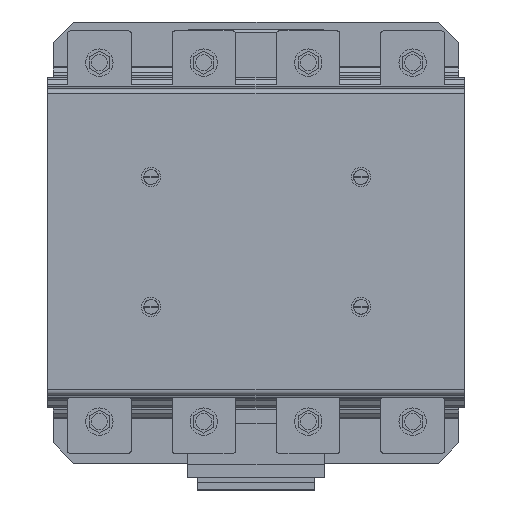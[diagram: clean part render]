
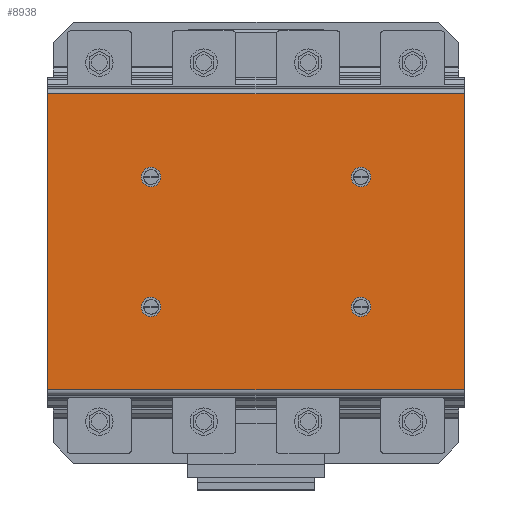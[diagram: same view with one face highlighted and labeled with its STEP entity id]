
A CAD part, top view. The second image highlights one B-rep face of the part: STEP entity #8938.
In plain terms, the highlighted planar face has unit normal (0, 0, 1).
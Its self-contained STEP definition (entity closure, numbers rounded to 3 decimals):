
#7347=CARTESIAN_POINT('',(58.137,41.091,287.283));
#7348=VERTEX_POINT('',#7347);
#7357=CARTESIAN_POINT('',(63.488,34.392,287.283));
#7358=VERTEX_POINT('',#7357);
#7359=CARTESIAN_POINT('',(64.162,40.418,287.283));
#7360=DIRECTION('',(0.0,0.0,-1.0));
#7361=DIRECTION('',(-0.994,0.111,0.0));
#7362=AXIS2_PLACEMENT_3D('',#7359,#7360,#7361);
#7363=CIRCLE('',#7362,6.063);
#7364=EDGE_CURVE('',#7358,#7348,#7363,.T.);
#7366=CARTESIAN_POINT('',(70.187,39.744,287.283));
#7367=VERTEX_POINT('',#7366);
#7368=CARTESIAN_POINT('',(64.162,40.418,287.283));
#7369=DIRECTION('',(0.0,0.0,-1.0));
#7370=DIRECTION('',(-0.994,0.111,0.0));
#7371=AXIS2_PLACEMENT_3D('',#7368,#7369,#7370);
#7372=CIRCLE('',#7371,6.063);
#7373=EDGE_CURVE('',#7367,#7358,#7372,.T.);
#7483=CARTESIAN_POINT('',(200.864,39.744,287.283));
#7484=VERTEX_POINT('',#7483);
#7493=CARTESIAN_POINT('',(195.512,46.443,287.283));
#7494=VERTEX_POINT('',#7493);
#7495=CARTESIAN_POINT('',(194.839,40.418,287.283));
#7496=DIRECTION('',(0.0,0.0,-1.0));
#7497=DIRECTION('',(0.994,-0.111,0.0));
#7498=AXIS2_PLACEMENT_3D('',#7495,#7496,#7497);
#7499=CIRCLE('',#7498,6.063);
#7500=EDGE_CURVE('',#7494,#7484,#7499,.T.);
#7502=CARTESIAN_POINT('',(188.814,41.091,287.283));
#7503=VERTEX_POINT('',#7502);
#7504=CARTESIAN_POINT('',(194.839,40.418,287.283));
#7505=DIRECTION('',(0.0,0.0,-1.0));
#7506=DIRECTION('',(0.994,-0.111,0.0));
#7507=AXIS2_PLACEMENT_3D('',#7504,#7505,#7506);
#7508=CIRCLE('',#7507,6.063);
#7509=EDGE_CURVE('',#7503,#7494,#7508,.T.);
#7628=CARTESIAN_POINT('',(188.814,-39.742,287.283));
#7629=VERTEX_POINT('',#7628);
#7638=CARTESIAN_POINT('',(194.165,-46.441,287.283));
#7639=VERTEX_POINT('',#7638);
#7640=CARTESIAN_POINT('',(194.839,-40.416,287.283));
#7641=DIRECTION('',(0.0,0.0,-1.0));
#7642=DIRECTION('',(-0.994,0.111,0.0));
#7643=AXIS2_PLACEMENT_3D('',#7640,#7641,#7642);
#7644=CIRCLE('',#7643,6.063);
#7645=EDGE_CURVE('',#7639,#7629,#7644,.T.);
#7647=CARTESIAN_POINT('',(200.864,-41.09,287.283));
#7648=VERTEX_POINT('',#7647);
#7649=CARTESIAN_POINT('',(194.839,-40.416,287.283));
#7650=DIRECTION('',(0.0,0.0,-1.0));
#7651=DIRECTION('',(-0.994,0.111,0.0));
#7652=AXIS2_PLACEMENT_3D('',#7649,#7650,#7651);
#7653=CIRCLE('',#7652,6.063);
#7654=EDGE_CURVE('',#7648,#7639,#7653,.T.);
#7773=CARTESIAN_POINT('',(58.137,-39.742,287.283));
#7774=VERTEX_POINT('',#7773);
#7783=CARTESIAN_POINT('',(63.488,-46.441,287.283));
#7784=VERTEX_POINT('',#7783);
#7785=CARTESIAN_POINT('',(64.162,-40.416,287.283));
#7786=DIRECTION('',(0.0,0.0,-1.0));
#7787=DIRECTION('',(-0.994,0.111,0.0));
#7788=AXIS2_PLACEMENT_3D('',#7785,#7786,#7787);
#7789=CIRCLE('',#7788,6.063);
#7790=EDGE_CURVE('',#7784,#7774,#7789,.T.);
#7792=CARTESIAN_POINT('',(70.187,-41.09,287.283));
#7793=VERTEX_POINT('',#7792);
#7794=CARTESIAN_POINT('',(64.162,-40.416,287.283));
#7795=DIRECTION('',(0.0,0.0,-1.0));
#7796=DIRECTION('',(-0.994,0.111,0.0));
#7797=AXIS2_PLACEMENT_3D('',#7794,#7795,#7796);
#7798=CIRCLE('',#7797,6.063);
#7799=EDGE_CURVE('',#7793,#7784,#7798,.T.);
#7842=CARTESIAN_POINT('',(64.162,-40.416,287.283));
#7843=DIRECTION('',(0.0,0.0,-1.0));
#7844=DIRECTION('',(-0.994,0.111,0.0));
#7845=AXIS2_PLACEMENT_3D('',#7842,#7843,#7844);
#7846=CIRCLE('',#7845,6.063);
#7847=EDGE_CURVE('',#7774,#7793,#7846,.T.);
#8018=CARTESIAN_POINT('',(194.839,-40.416,287.283));
#8019=DIRECTION('',(0.0,0.0,-1.0));
#8020=DIRECTION('',(-0.994,0.111,0.0));
#8021=AXIS2_PLACEMENT_3D('',#8018,#8019,#8020);
#8022=CIRCLE('',#8021,6.063);
#8023=EDGE_CURVE('',#7629,#7648,#8022,.T.);
#8194=CARTESIAN_POINT('',(194.839,40.418,287.283));
#8195=DIRECTION('',(0.0,0.0,-1.0));
#8196=DIRECTION('',(0.994,-0.111,0.0));
#8197=AXIS2_PLACEMENT_3D('',#8194,#8195,#8196);
#8198=CIRCLE('',#8197,6.063);
#8199=EDGE_CURVE('',#7484,#7503,#8198,.T.);
#8379=CARTESIAN_POINT('',(64.162,40.418,287.283));
#8380=DIRECTION('',(0.0,0.0,-1.0));
#8381=DIRECTION('',(-0.994,0.111,0.0));
#8382=AXIS2_PLACEMENT_3D('',#8379,#8380,#8381);
#8383=CIRCLE('',#8382,6.063);
#8384=EDGE_CURVE('',#7348,#7367,#8383,.T.);
#8546=CARTESIAN_POINT('',(259.,92.115,287.283));
#8547=VERTEX_POINT('',#8546);
#8548=CARTESIAN_POINT('',(259.,-92.114,287.283));
#8549=VERTEX_POINT('',#8548);
#8550=CARTESIAN_POINT('',(259.,92.115,287.283));
#8551=DIRECTION('',(0.0,-1.0,0.0));
#8552=VECTOR('',#8551,184.229);
#8553=LINE('',#8550,#8552);
#8554=EDGE_CURVE('',#8547,#8549,#8553,.T.);
#8875=CARTESIAN_POINT('',(0.0,-92.114,287.283));
#8876=VERTEX_POINT('',#8875);
#8877=CARTESIAN_POINT('',(259.,-92.114,287.283));
#8878=DIRECTION('',(-1.0,0.0,0.0));
#8879=VECTOR('',#8878,259.);
#8880=LINE('',#8877,#8879);
#8881=EDGE_CURVE('',#8549,#8876,#8880,.T.);
#8895=CARTESIAN_POINT('',(242.5,92.115,287.283));
#8896=DIRECTION('',(0.0,0.0,1.0));
#8897=DIRECTION('',(1.0,0.0,0.0));
#8898=AXIS2_PLACEMENT_3D('',#8895,#8896,#8897);
#8899=PLANE('',#8898);
#8900=CARTESIAN_POINT('',(0.0,92.115,287.283));
#8901=VERTEX_POINT('',#8900);
#8902=CARTESIAN_POINT('',(259.,92.115,287.283));
#8903=DIRECTION('',(-1.0,0.0,0.0));
#8904=VECTOR('',#8903,259.);
#8905=LINE('',#8902,#8904);
#8906=EDGE_CURVE('',#8547,#8901,#8905,.T.);
#8907=ORIENTED_EDGE('',*,*,#8906,.T.);
#8908=CARTESIAN_POINT('',(0.0,92.115,287.283));
#8909=DIRECTION('',(0.0,-1.0,0.0));
#8910=VECTOR('',#8909,184.229);
#8911=LINE('',#8908,#8910);
#8912=EDGE_CURVE('',#8901,#8876,#8911,.T.);
#8913=ORIENTED_EDGE('',*,*,#8912,.T.);
#8914=ORIENTED_EDGE('',*,*,#8881,.F.);
#8915=ORIENTED_EDGE('',*,*,#8554,.F.);
#8916=EDGE_LOOP('',(#8907,#8913,#8914,#8915));
#8917=FACE_OUTER_BOUND('',#8916,.T.);
#8918=ORIENTED_EDGE('',*,*,#7790,.T.);
#8919=ORIENTED_EDGE('',*,*,#7847,.T.);
#8920=ORIENTED_EDGE('',*,*,#7799,.T.);
#8921=EDGE_LOOP('',(#8918,#8919,#8920));
#8922=FACE_BOUND('',#8921,.T.);
#8923=ORIENTED_EDGE('',*,*,#7645,.T.);
#8924=ORIENTED_EDGE('',*,*,#8023,.T.);
#8925=ORIENTED_EDGE('',*,*,#7654,.T.);
#8926=EDGE_LOOP('',(#8923,#8924,#8925));
#8927=FACE_BOUND('',#8926,.T.);
#8928=ORIENTED_EDGE('',*,*,#7500,.T.);
#8929=ORIENTED_EDGE('',*,*,#8199,.T.);
#8930=ORIENTED_EDGE('',*,*,#7509,.T.);
#8931=EDGE_LOOP('',(#8928,#8929,#8930));
#8932=FACE_BOUND('',#8931,.T.);
#8933=ORIENTED_EDGE('',*,*,#7364,.T.);
#8934=ORIENTED_EDGE('',*,*,#8384,.T.);
#8935=ORIENTED_EDGE('',*,*,#7373,.T.);
#8936=EDGE_LOOP('',(#8933,#8934,#8935));
#8937=FACE_BOUND('',#8936,.T.);
#8938=ADVANCED_FACE('',(#8917,#8922,#8927,#8932,#8937),#8899,.T.);
